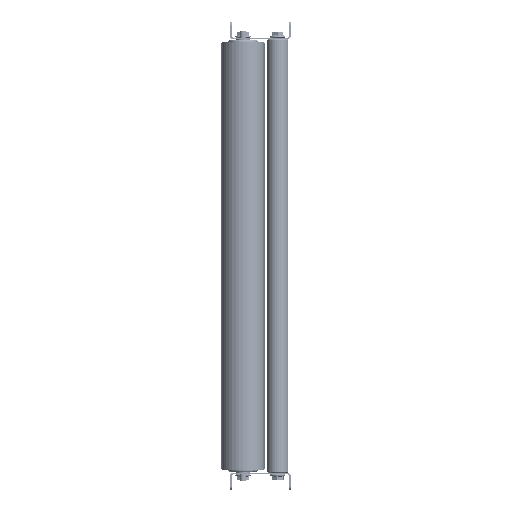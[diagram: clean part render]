
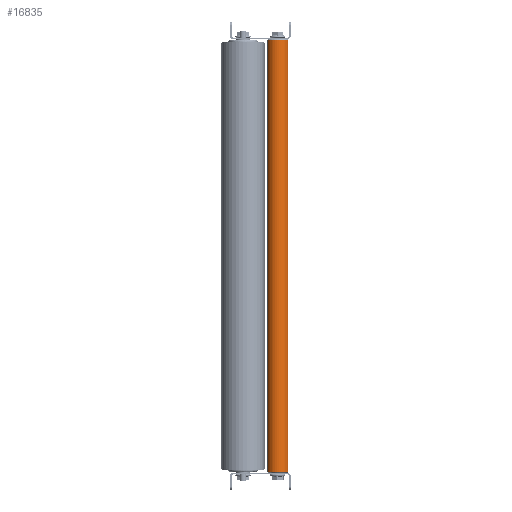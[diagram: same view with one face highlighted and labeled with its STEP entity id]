
A CAD part, left-side view. The second image highlights one B-rep face of the part: STEP entity #16835.
In plain terms, the highlighted cylindrical face has radius 12.5 mm (diameter 25 mm), a partial arc.
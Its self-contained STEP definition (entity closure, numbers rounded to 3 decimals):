
#492 = CARTESIAN_POINT ( 'NONE',  ( 500., 0., -12.5 ) ) ;
#3304 = FACE_OUTER_BOUND ( 'NONE', #7459, .T. ) ;
#4069 = CARTESIAN_POINT ( 'NONE',  ( 500., 0., 0. ) ) ;
#6236 = CARTESIAN_POINT ( 'NONE',  ( 1., 0., -12.5 ) ) ;
#7459 = EDGE_LOOP ( 'NONE', ( #9584, #30180, #18514, #23283 ) ) ;
#8467 = LINE ( 'NONE', #12909, #50185 ) ;
#9584 = ORIENTED_EDGE ( 'NONE', *, *, #12628, .T. ) ;
#9730 = AXIS2_PLACEMENT_3D ( 'NONE', #10339, #26029, #45368 ) ;
#10339 = CARTESIAN_POINT ( 'NONE',  ( 1., 0., 0. ) ) ;
#12216 = CIRCLE ( 'NONE', #9730, 12.5 ) ;
#12628 = EDGE_CURVE ( 'NONE', #27779, #17775, #15112, .T. ) ;
#12909 = CARTESIAN_POINT ( 'NONE',  ( 500., 0., 12.5 ) ) ;
#13170 = DIRECTION ( 'NONE',  ( -1., 0., 0. ) ) ;
#14445 = CARTESIAN_POINT ( 'NONE',  ( 499., 0., -12.5 ) ) ;
#15112 = CIRCLE ( 'NONE', #41831, 12.5 ) ;
#16835 = ADVANCED_FACE ( 'NONE', ( #3304 ), #51199, .T. ) ;
#17259 = LINE ( 'NONE', #492, #40269 ) ;
#17775 = VERTEX_POINT ( 'NONE', #14445 ) ;
#18514 = ORIENTED_EDGE ( 'NONE', *, *, #49424, .T. ) ;
#19561 = DIRECTION ( 'NONE',  ( 0., 0., 1. ) ) ;
#23283 = ORIENTED_EDGE ( 'NONE', *, *, #35105, .F. ) ;
#26029 = DIRECTION ( 'NONE',  ( 1., 0., 0. ) ) ;
#27156 = DIRECTION ( 'NONE',  ( -1., 0., 0. ) ) ;
#27779 = VERTEX_POINT ( 'NONE', #33134 ) ;
#30180 = ORIENTED_EDGE ( 'NONE', *, *, #36281, .T. ) ;
#32028 = DIRECTION ( 'NONE',  ( 0., 0., -1. ) ) ;
#32158 = VERTEX_POINT ( 'NONE', #40827 ) ;
#32290 = CARTESIAN_POINT ( 'NONE',  ( 499., 0., 0. ) ) ;
#33134 = CARTESIAN_POINT ( 'NONE',  ( 499., 0., 12.5 ) ) ;
#35105 = EDGE_CURVE ( 'NONE', #27779, #32158, #8467, .T. ) ;
#36281 = EDGE_CURVE ( 'NONE', #17775, #50477, #17259, .T. ) ;
#40269 = VECTOR ( 'NONE', #44205, 1000. ) ;
#40827 = CARTESIAN_POINT ( 'NONE',  ( 1., 0., 12.5 ) ) ;
#41831 = AXIS2_PLACEMENT_3D ( 'NONE', #32290, #47752, #32028 ) ;
#44205 = DIRECTION ( 'NONE',  ( -1., 0., 0. ) ) ;
#45368 = DIRECTION ( 'NONE',  ( 0., 0., -1. ) ) ;
#47044 = AXIS2_PLACEMENT_3D ( 'NONE', #4069, #27156, #19561 ) ;
#47752 = DIRECTION ( 'NONE',  ( -1., 0., 0. ) ) ;
#49424 = EDGE_CURVE ( 'NONE', #50477, #32158, #12216, .T. ) ;
#50185 = VECTOR ( 'NONE', #13170, 1000. ) ;
#50477 = VERTEX_POINT ( 'NONE', #6236 ) ;
#51199 = CYLINDRICAL_SURFACE ( 'NONE', #47044, 12.5 ) ;
